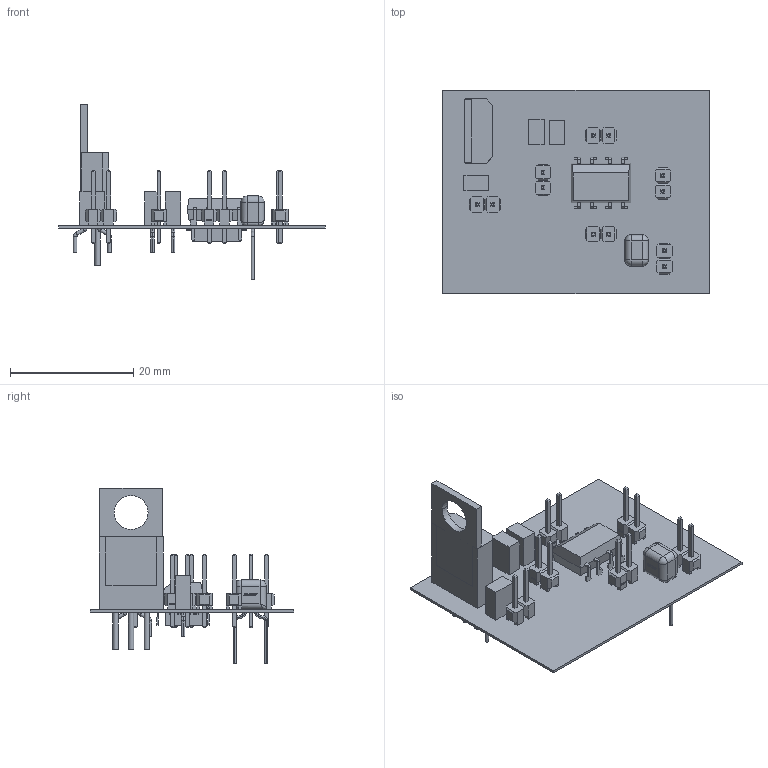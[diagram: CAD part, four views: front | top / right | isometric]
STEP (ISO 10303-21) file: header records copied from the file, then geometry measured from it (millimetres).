
FILE_DESCRIPTION(('Open CASCADE Model'),'2;1');
FILE_NAME('Open CASCADE Shape Model','2025-08-13T14:03:55',('Author'),( 'Open CASCADE'),'Open CASCADE STEP processor 6.8','Open CASCADE 6.8' ,'Unknown');
FILE_SCHEMA(('AUTOMOTIVE_DESIGN { 1 0 10303 214 1 1 1 1 }'));
Length unit declared in the file: millimetre
Products named in the file (36): PCB; Board; Open CASCADE STEP translator 6.8 2.1.1; J6; Conn_Harwin_M20-9990246_eec; m20-9990246_asm; M20-999-MOULD; M20-999-PIN; Harwin_Logo_Yury; J5; C3; 6007246512; U3; 6007250112; Component1; Component2; Component3; Component4; Component5; Component6; Component7; Component8; Component9; C4; C322C111JDG5TA; J4; U2; 6007248192; U1; 6007245392; J3; V2; V1; C2; C1; 6007246432
Assembly tree (42 placements, depth 5):
  PCB
    Board
      Open CASCADE STEP translator 6.8 2.1.1
    J6
      Conn_Harwin_M20-9990246_eec
        m20-9990246_asm
          M20-999-MOULD
          M20-999-PIN  x2
        Harwin_Logo_Yury
    J5
      Conn_Harwin_M20-9990246_eec
        m20-9990246_asm
          M20-999-MOULD
          M20-999-PIN  x2
        Harwin_Logo_Yury
    C3
      6007246512
    U3
      6007250112
        Component1
        Component2
        Component3
        Component4
        Component5
        Component6
        Component7
        Component8
        Component9
    C4
      C322C111JDG5TA
    J4
      Conn_Harwin_M20-9990246_eec
        m20-9990246_asm
          M20-999-MOULD
          M20-999-PIN  x2
        Harwin_Logo_Yury
    U2
      6007248192
    U1
      6007245392
    J3
      Conn_Harwin_M20-9990246_eec
        m20-9990246_asm
          M20-999-MOULD
          M20-999-PIN  x2
        Harwin_Logo_Yury
    V2
      Conn_Harwin_M20-9990246_eec
        m20-9990246_asm
          M20-999-MOULD
          M20-999-PIN  x2
        Harwin_Logo_Yury
    V1
      Conn_Harwin_M20-9990246_eec
        m20-9990246_asm
          M20-999-MOULD
          M20-999-PIN  x2
        Harwin_Logo_Yury
    C2
      6007246512
Bounding box: 43.18 x 33.02 x 28.49 mm (x, y, z)
Volume: 1986.4 mm3; surface area: 5456.5 mm2
Topology: 103 solids, 103 shells, 1571 faces, 3843 edges, 2472 vertices
Faces by surface type: plane 1330, cylinder 199, torus 24, bspline 14, sphere 4
Full cylindrical faces by diameter (mm): 0.889 x3
Entity records: 26090 total; most frequent: CARTESIAN_POINT 6060, DIRECTION 3205, ORIENTED_EDGE 3192, EDGE_CURVE 1596, LINE 1303, VECTOR 1303, VERTEX_POINT 1034, AXIS2_PLACEMENT_3D 951
